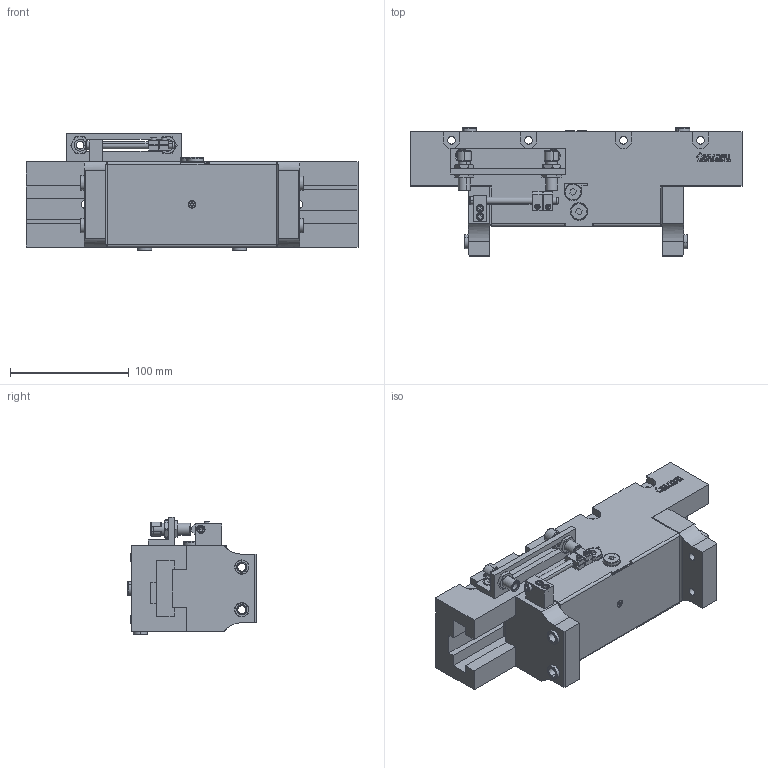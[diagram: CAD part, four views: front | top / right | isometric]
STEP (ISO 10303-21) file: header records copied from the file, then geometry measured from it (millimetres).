
FILE_DESCRIPTION (( 'STEP AP214' ), '1' );
FILE_NAME ('ASUTEC_ASGPKG-280-120.STEP', '2025-06-26T13:56:27', ( '' ), ( '' ), 'SwSTEP 2.0', 'SolidWorks 2020', '' );
FILE_SCHEMA (( 'AUTOMOTIVE_DESIGN' ));
Length unit declared in the file: millimetre
Products named in the file (1): ASUTEC_ASGPKG-280-120
Bounding box: 280 x 108 x 99 mm (x, y, z)
Volume: 1188012.6 mm3; surface area: 267087.9 mm2
Topology: 13 solids, 27 shells, 1689 faces, 4268 edges, 2701 vertices
Faces by surface type: cylinder 606, plane 602, cone 294, bspline 103, torus 84
Entity records: 75748 total; most frequent: CARTESIAN_POINT 18242, ORIENTED_EDGE 8452, DIRECTION 8184, EDGE_CURVE 4226, AXIS2_PLACEMENT_3D 3043, VERTEX_POINT 2701, VECTOR 2098, LINE 2098
